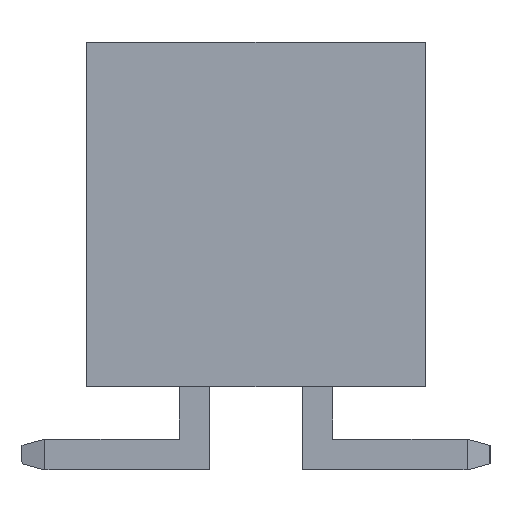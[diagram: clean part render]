
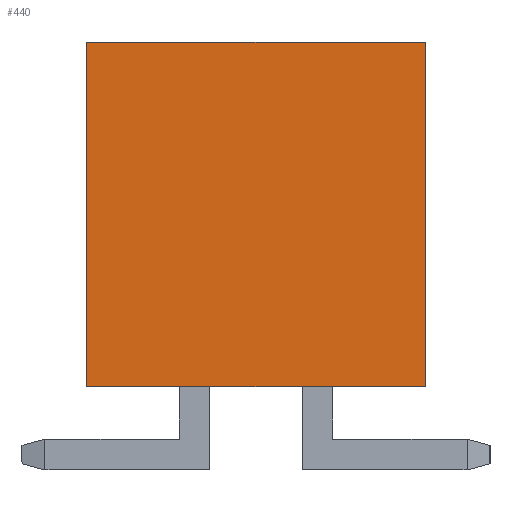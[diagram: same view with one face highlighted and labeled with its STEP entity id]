
A CAD part, left-side view. The second image highlights one B-rep face of the part: STEP entity #440.
In plain terms, the highlighted planar face has unit normal (-1, 0, 0).
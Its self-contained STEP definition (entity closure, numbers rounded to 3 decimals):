
#28 = DIRECTION ( 'NONE',  ( 0., -1., 0. ) ) ;
#33 = VECTOR ( 'NONE', #6347, 1000. ) ;
#137 = VECTOR ( 'NONE', #6255, 1000. ) ;
#440 = ADVANCED_FACE ( 'NONE', ( #4219 ), #5138, .F. ) ;
#531 = CARTESIAN_POINT ( 'NONE',  ( -6.67, -2.75, 5.6 ) ) ;
#625 = ORIENTED_EDGE ( 'NONE', *, *, #1548, .T. ) ;
#639 = CARTESIAN_POINT ( 'NONE',  ( -6.67, -2.75, 5.6 ) ) ;
#805 = EDGE_LOOP ( 'NONE', ( #4637, #3812, #1668, #625 ) ) ;
#883 = VERTEX_POINT ( 'NONE', #4845 ) ;
#1246 = LINE ( 'NONE', #4269, #33 ) ;
#1548 = EDGE_CURVE ( 'NONE', #883, #3999, #2167, .T. ) ;
#1668 = ORIENTED_EDGE ( 'NONE', *, *, #2685, .F. ) ;
#1906 = VECTOR ( 'NONE', #28, 1000. ) ;
#2167 = LINE ( 'NONE', #4081, #137 ) ;
#2201 = CARTESIAN_POINT ( 'NONE',  ( -6.67, -2.75, 5.6 ) ) ;
#2685 = EDGE_CURVE ( 'NONE', #883, #4198, #1246, .T. ) ;
#3812 = ORIENTED_EDGE ( 'NONE', *, *, #4727, .F. ) ;
#3921 = CARTESIAN_POINT ( 'NONE',  ( -6.67, -2.75, 0. ) ) ;
#3999 = VERTEX_POINT ( 'NONE', #5990 ) ;
#4081 = CARTESIAN_POINT ( 'NONE',  ( -6.67, 2.75, 5.6 ) ) ;
#4198 = VERTEX_POINT ( 'NONE', #639 ) ;
#4219 = FACE_OUTER_BOUND ( 'NONE', #805, .T. ) ;
#4254 = DIRECTION ( 'NONE',  ( 0., 0., -1. ) ) ;
#4269 = CARTESIAN_POINT ( 'NONE',  ( -6.67, -2.75, 5.6 ) ) ;
#4317 = AXIS2_PLACEMENT_3D ( 'NONE', #531, #5172, #4854 ) ;
#4484 = VECTOR ( 'NONE', #4254, 1000. ) ;
#4602 = LINE ( 'NONE', #3921, #1906 ) ;
#4637 = ORIENTED_EDGE ( 'NONE', *, *, #5323, .T. ) ;
#4727 = EDGE_CURVE ( 'NONE', #4198, #5774, #5270, .T. ) ;
#4845 = CARTESIAN_POINT ( 'NONE',  ( -6.67, 2.75, 5.6 ) ) ;
#4854 = DIRECTION ( 'NONE',  ( 0., 0., -1. ) ) ;
#5138 = PLANE ( 'NONE',  #4317 ) ;
#5172 = DIRECTION ( 'NONE',  ( 1., 0., 0. ) ) ;
#5270 = LINE ( 'NONE', #2201, #4484 ) ;
#5323 = EDGE_CURVE ( 'NONE', #3999, #5774, #4602, .T. ) ;
#5774 = VERTEX_POINT ( 'NONE', #6222 ) ;
#5990 = CARTESIAN_POINT ( 'NONE',  ( -6.67, 2.75, 0. ) ) ;
#6222 = CARTESIAN_POINT ( 'NONE',  ( -6.67, -2.75, 0. ) ) ;
#6255 = DIRECTION ( 'NONE',  ( 0., 0., -1. ) ) ;
#6347 = DIRECTION ( 'NONE',  ( 0., -1., 0. ) ) ;
